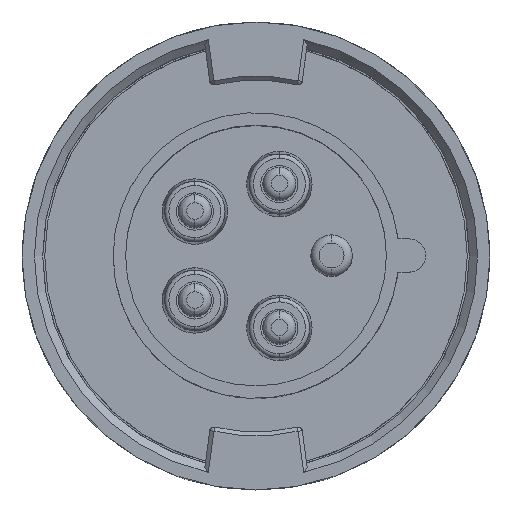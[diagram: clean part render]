
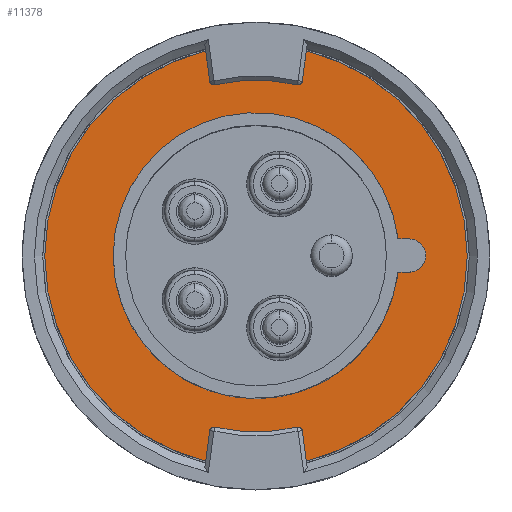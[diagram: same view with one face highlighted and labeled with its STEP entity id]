
A CAD part, top view. The second image highlights one B-rep face of the part: STEP entity #11378.
In plain terms, the highlighted planar face has unit normal (0, 0, 1).
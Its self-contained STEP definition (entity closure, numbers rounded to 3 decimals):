
#436=DIRECTION('',(-0.136,0.991,0.));
#437=VECTOR('',#436,7.437);
#438=CARTESIAN_POINT('',(12.159,-49.529,0.));
#439=LINE('',#438,#437);
#440=CARTESIAN_POINT('',(10.161,-42.297,0.));
#441=DIRECTION('',(0.,0.,-1.));
#442=DIRECTION('',(-0.234,0.972,0.));
#443=AXIS2_PLACEMENT_3D('',#440,#441,#442);
#445=CARTESIAN_POINT('',(0.,0.,0.));
#446=DIRECTION('',(0.,0.,1.));
#447=DIRECTION('',(-0.234,-0.972,0.));
#448=AXIS2_PLACEMENT_3D('',#445,#446,#447);
#450=CARTESIAN_POINT('',(-10.161,-42.297,0.));
#451=DIRECTION('',(0.,0.,-1.));
#452=DIRECTION('',(-0.991,0.136,0.));
#453=AXIS2_PLACEMENT_3D('',#450,#451,#452);
#455=DIRECTION('',(0.136,0.991,0.));
#456=VECTOR('',#455,7.437);
#457=CARTESIAN_POINT('',(-12.159,-49.529,0.));
#458=LINE('',#457,#456);
#459=CARTESIAN_POINT('',(0.,0.,0.));
#460=DIRECTION('',(0.,0.,-1.));
#461=DIRECTION('',(-0.238,-0.971,0.));
#462=AXIS2_PLACEMENT_3D('',#459,#460,#461);
#464=CARTESIAN_POINT('',(0.,0.,0.));
#465=DIRECTION('',(0.,0.,-1.));
#466=DIRECTION('',(-1.,0.,0.));
#467=AXIS2_PLACEMENT_3D('',#464,#465,#466);
#469=DIRECTION('',(0.136,-0.991,0.));
#470=VECTOR('',#469,7.437);
#471=CARTESIAN_POINT('',(-12.159,49.529,0.));
#472=LINE('',#471,#470);
#473=CARTESIAN_POINT('',(-10.161,42.297,0.));
#474=DIRECTION('',(0.,0.,-1.));
#475=DIRECTION('',(0.234,-0.972,0.));
#476=AXIS2_PLACEMENT_3D('',#473,#474,#475);
#478=CARTESIAN_POINT('',(0.,0.,0.));
#479=DIRECTION('',(0.,0.,1.));
#480=DIRECTION('',(0.234,0.972,0.));
#481=AXIS2_PLACEMENT_3D('',#478,#479,#480);
#483=CARTESIAN_POINT('',(10.161,42.297,0.));
#484=DIRECTION('',(0.,0.,-1.));
#485=DIRECTION('',(0.991,-0.136,0.));
#486=AXIS2_PLACEMENT_3D('',#483,#484,#485);
#488=DIRECTION('',(-0.136,-0.991,0.));
#489=VECTOR('',#488,7.437);
#490=CARTESIAN_POINT('',(12.159,49.529,0.));
#491=LINE('',#490,#489);
#492=CARTESIAN_POINT('',(0.,0.,0.));
#493=DIRECTION('',(0.,0.,-1.));
#494=DIRECTION('',(0.238,0.971,0.));
#495=AXIS2_PLACEMENT_3D('',#492,#493,#494);
#497=CARTESIAN_POINT('',(0.,0.,0.));
#498=DIRECTION('',(0.,0.,-1.));
#499=DIRECTION('',(1.,0.,0.));
#500=AXIS2_PLACEMENT_3D('',#497,#498,#499);
#511=CARTESIAN_POINT('',(0.,0.,0.));
#512=DIRECTION('',(0.,0.,1.));
#513=DIRECTION('',(1.,0.,0.));
#514=AXIS2_PLACEMENT_3D('',#511,#512,#513);
#538=CARTESIAN_POINT('',(0.,0.,0.));
#539=DIRECTION('',(0.,0.,1.));
#540=DIRECTION('',(-1.,0.,0.));
#541=AXIS2_PLACEMENT_3D('',#538,#539,#540);
#9621=CARTESIAN_POINT('',(51.,0.,0.));
#9622=VERTEX_POINT('',#9621);
#9623=CARTESIAN_POINT('',(-51.,0.,0.));
#9624=VERTEX_POINT('',#9623);
#9625=CARTESIAN_POINT('',(34.5,0.,0.));
#9626=CARTESIAN_POINT('',(-34.5,0.,0.));
#9627=VERTEX_POINT('',#9625);
#9628=VERTEX_POINT('',#9626);
#10162=CARTESIAN_POINT('',(12.159,-49.529,0.));
#10163=CARTESIAN_POINT('',(11.152,-42.161,0.));
#10164=VERTEX_POINT('',#10162);
#10165=VERTEX_POINT('',#10163);
#10166=CARTESIAN_POINT('',(-9.927,-41.324,0.));
#10167=CARTESIAN_POINT('',(9.927,-41.324,0.));
#10168=VERTEX_POINT('',#10166);
#10169=VERTEX_POINT('',#10167);
#10170=CARTESIAN_POINT('',(-12.159,-49.529,0.));
#10171=CARTESIAN_POINT('',(-11.152,-42.161,0.));
#10172=VERTEX_POINT('',#10170);
#10173=VERTEX_POINT('',#10171);
#10174=CARTESIAN_POINT('',(12.159,49.529,0.));
#10175=CARTESIAN_POINT('',(11.152,42.161,0.));
#10176=VERTEX_POINT('',#10174);
#10177=VERTEX_POINT('',#10175);
#10178=CARTESIAN_POINT('',(-12.159,49.529,0.));
#10179=CARTESIAN_POINT('',(-11.152,42.161,0.));
#10180=VERTEX_POINT('',#10178);
#10181=VERTEX_POINT('',#10179);
#10182=CARTESIAN_POINT('',(9.927,41.324,0.));
#10183=CARTESIAN_POINT('',(-9.927,41.324,0.));
#10184=VERTEX_POINT('',#10182);
#10185=VERTEX_POINT('',#10183);
#11337=CARTESIAN_POINT('',(0.,0.,0.));
#11338=DIRECTION('',(0.,0.,-1.));
#11339=DIRECTION('',(1.,0.,0.));
#11340=AXIS2_PLACEMENT_3D('',#11337,#11338,#11339);
#11341=PLANE('',#11340);
#11343=ORIENTED_EDGE('',*,*,#11342,.T.);
#11345=ORIENTED_EDGE('',*,*,#11344,.F.);
#11347=ORIENTED_EDGE('',*,*,#11346,.F.);
#11349=ORIENTED_EDGE('',*,*,#11348,.F.);
#11351=ORIENTED_EDGE('',*,*,#11350,.F.);
#11353=ORIENTED_EDGE('',*,*,#11352,.T.);
#11355=ORIENTED_EDGE('',*,*,#11354,.T.);
#11357=ORIENTED_EDGE('',*,*,#11356,.T.);
#11359=ORIENTED_EDGE('',*,*,#11358,.F.);
#11361=ORIENTED_EDGE('',*,*,#11360,.F.);
#11363=ORIENTED_EDGE('',*,*,#11362,.F.);
#11365=ORIENTED_EDGE('',*,*,#11364,.F.);
#11367=ORIENTED_EDGE('',*,*,#11366,.T.);
#11369=ORIENTED_EDGE('',*,*,#11368,.T.);
#11370=EDGE_LOOP('',(#11343,#11345,#11347,#11349,#11351,#11353,#11355,#11357,
#11359,#11361,#11363,#11365,#11367,#11369));
#11371=FACE_OUTER_BOUND('',#11370,.F.);
#11373=ORIENTED_EDGE('',*,*,#11372,.T.);
#11375=ORIENTED_EDGE('',*,*,#11374,.T.);
#11376=EDGE_LOOP('',(#11373,#11375));
#11377=FACE_BOUND('',#11376,.F.);
#444=CIRCLE('',#443,1.);
#449=CIRCLE('',#448,42.5);
#454=CIRCLE('',#453,1.);
#463=CIRCLE('',#462,51.);
#468=CIRCLE('',#467,51.);
#477=CIRCLE('',#476,1.);
#482=CIRCLE('',#481,42.5);
#487=CIRCLE('',#486,1.);
#496=CIRCLE('',#495,51.);
#501=CIRCLE('',#500,51.);
#515=CIRCLE('',#514,34.5);
#542=CIRCLE('',#541,34.5);
#11342=EDGE_CURVE('',#10164,#10165,#439,.T.);
#11344=EDGE_CURVE('',#10169,#10165,#444,.T.);
#11346=EDGE_CURVE('',#10168,#10169,#449,.T.);
#11348=EDGE_CURVE('',#10173,#10168,#454,.T.);
#11350=EDGE_CURVE('',#10172,#10173,#458,.T.);
#11352=EDGE_CURVE('',#10172,#9624,#463,.T.);
#11354=EDGE_CURVE('',#9624,#10180,#468,.T.);
#11356=EDGE_CURVE('',#10180,#10181,#472,.T.);
#11358=EDGE_CURVE('',#10185,#10181,#477,.T.);
#11360=EDGE_CURVE('',#10184,#10185,#482,.T.);
#11362=EDGE_CURVE('',#10177,#10184,#487,.T.);
#11364=EDGE_CURVE('',#10176,#10177,#491,.T.);
#11366=EDGE_CURVE('',#10176,#9622,#496,.T.);
#11368=EDGE_CURVE('',#9622,#10164,#501,.T.);
#11372=EDGE_CURVE('',#9627,#9628,#515,.T.);
#11374=EDGE_CURVE('',#9628,#9627,#542,.T.);
#11378=ADVANCED_FACE('',(#11371,#11377),#11341,.F.);
